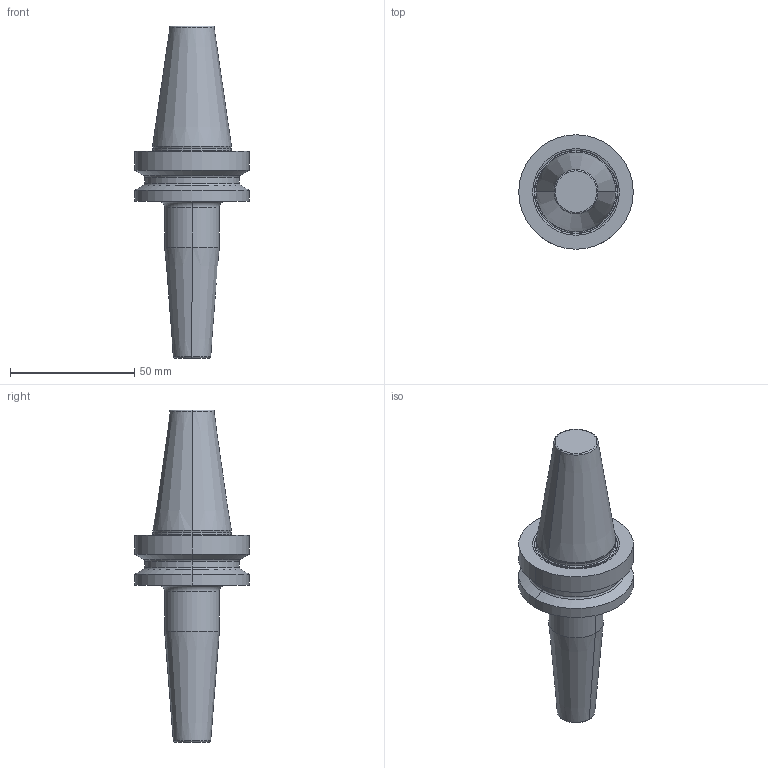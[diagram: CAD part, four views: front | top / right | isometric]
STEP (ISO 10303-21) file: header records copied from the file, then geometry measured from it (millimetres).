
FILE_DESCRIPTION((''),'2;1');
FILE_NAME('607635328-000-00-E43','2022-01-07T11:07:13',('bahnemannr'),(''),'CREO PARAMETRIC BY PTC INC, 2019030','CREO PARAMETRIC BY PTC INC, 2019030','');
FILE_SCHEMA(('AP242_MANAGED_MODEL_BASED_3D_ENGINEERING_MIM_LF { 1 0 10303 442 1 1 4 }'));
Length unit declared in the file: millimetre
Products named in the file (1): 607635328-000-00-E43
Bounding box: 46 x 46 x 133.4 mm (x, y, z)
Volume: 74145.7 mm3; surface area: 14173.4 mm2
Topology: 1 solids, 1 shells, 48 faces, 94 edges, 52 vertices
Faces by surface type: torus 18, cylinder 12, cone 12, plane 6
Entity records: 2081 total; most frequent: DIRECTION 268, CARTESIAN_POINT 200, ORIENTED_EDGE 188, AXIS2_PLACEMENT_3D 122, PRESENTATION_STYLE_ASSIGNMENT 98, STYLED_ITEM 98, CURVE_STYLE 97, EDGE_CURVE 94
